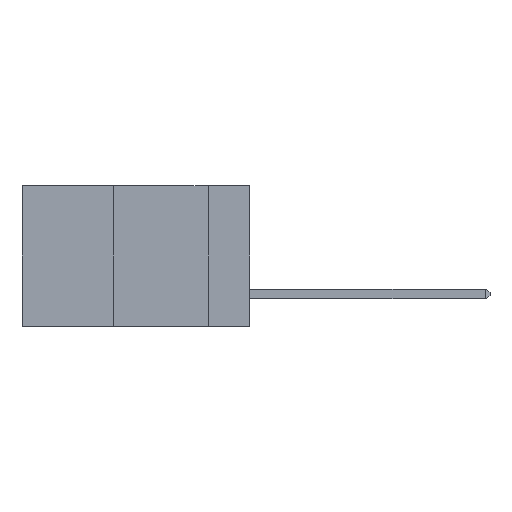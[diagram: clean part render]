
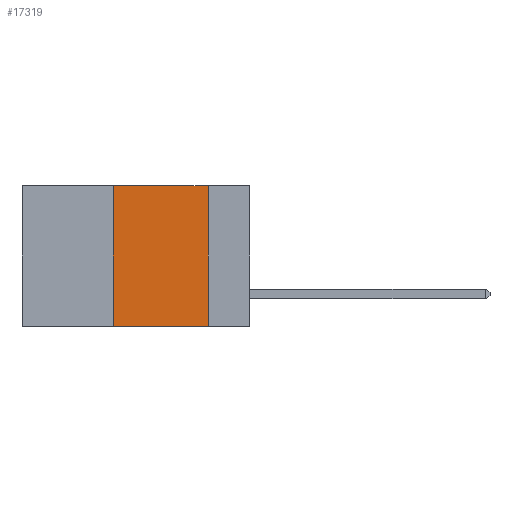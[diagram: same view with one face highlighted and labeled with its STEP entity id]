
A CAD part, left-side view. The second image highlights one B-rep face of the part: STEP entity #17319.
In plain terms, the highlighted planar face has unit normal (-1, 0, 0).
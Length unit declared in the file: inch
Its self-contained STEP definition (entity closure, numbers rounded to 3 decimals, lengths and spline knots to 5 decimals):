
#807 = DIRECTION ( 'NONE',  ( 1., 0., 0. ) ) ;
#3453 = CARTESIAN_POINT ( 'NONE',  ( 0., 0.11, 0. ) ) ;
#3797 = VERTEX_POINT ( 'NONE', #16477 ) ;
#4843 = VECTOR ( 'NONE', #23242, 39.37008 ) ;
#6077 = DIRECTION ( 'NONE',  ( 0., 0., -1. ) ) ;
#7667 = CARTESIAN_POINT ( 'NONE',  ( 0., 0.6, 0. ) ) ;
#9763 = VECTOR ( 'NONE', #6077, 39.37008 ) ;
#9931 = DIRECTION ( 'NONE',  ( 0., 0., 1. ) ) ;
#12798 = ORIENTED_EDGE ( 'NONE', *, *, #30091, .F. ) ;
#13629 = LINE ( 'NONE', #30568, #18855 ) ;
#14257 = VECTOR ( 'NONE', #22376, 39.37008 ) ;
#14772 = EDGE_CURVE ( 'NONE', #3797, #17392, #31558, .T. ) ;
#15053 = EDGE_LOOP ( 'NONE', ( #12798, #26187, #19646, #23383 ) ) ;
#16477 = CARTESIAN_POINT ( 'NONE',  ( 0., 0.36, 0. ) ) ;
#17319 = ADVANCED_FACE ( 'NONE', ( #23674 ), #31868, .F. ) ;
#17392 = VERTEX_POINT ( 'NONE', #32208 ) ;
#18855 = VECTOR ( 'NONE', #9931, 39.37008 ) ;
#19040 = DIRECTION ( 'NONE',  ( 0., 0., -1. ) ) ;
#19646 = ORIENTED_EDGE ( 'NONE', *, *, #26830, .F. ) ;
#19709 = EDGE_CURVE ( 'NONE', #25490, #21094, #21085, .T. ) ;
#21085 = LINE ( 'NONE', #27452, #14257 ) ;
#21094 = VERTEX_POINT ( 'NONE', #30155 ) ;
#22376 = DIRECTION ( 'NONE',  ( 0., -1., 0. ) ) ;
#23242 = DIRECTION ( 'NONE',  ( 0., -1., 0. ) ) ;
#23383 = ORIENTED_EDGE ( 'NONE', *, *, #19709, .T. ) ;
#23674 = FACE_OUTER_BOUND ( 'NONE', #15053, .T. ) ;
#25490 = VERTEX_POINT ( 'NONE', #30535 ) ;
#26187 = ORIENTED_EDGE ( 'NONE', *, *, #14772, .F. ) ;
#26830 = EDGE_CURVE ( 'NONE', #25490, #3797, #13629, .T. ) ;
#27452 = CARTESIAN_POINT ( 'NONE',  ( 0., 0.6, -0.37 ) ) ;
#29310 = CARTESIAN_POINT ( 'NONE',  ( 0., 0.6, 0. ) ) ;
#30091 = EDGE_CURVE ( 'NONE', #17392, #21094, #30341, .T. ) ;
#30155 = CARTESIAN_POINT ( 'NONE',  ( 0., 0.11, -0.37 ) ) ;
#30341 = LINE ( 'NONE', #3453, #9763 ) ;
#30535 = CARTESIAN_POINT ( 'NONE',  ( 0., 0.36, -0.37 ) ) ;
#30568 = CARTESIAN_POINT ( 'NONE',  ( 0., 0.36, 0. ) ) ;
#31558 = LINE ( 'NONE', #7667, #4843 ) ;
#31868 = PLANE ( 'NONE',  #32832 ) ;
#32208 = CARTESIAN_POINT ( 'NONE',  ( 0., 0.11, 0. ) ) ;
#32832 = AXIS2_PLACEMENT_3D ( 'NONE', #29310, #807, #19040 ) ;
